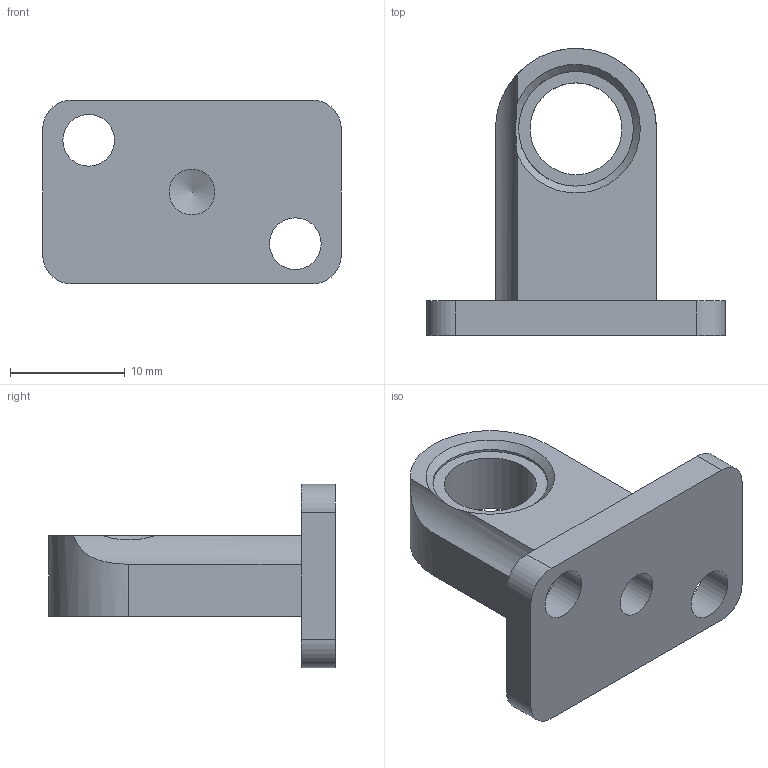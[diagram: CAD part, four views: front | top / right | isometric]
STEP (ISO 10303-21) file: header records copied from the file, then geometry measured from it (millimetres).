
FILE_DESCRIPTION(/* description */ ('STEP AP214'),/* implementation_level */ '2;1');
FILE_NAME(/* name */ '546568_SZF-11_16',/* time_stamp */ '2024-09-15T15:15:26+02:00',/* author */ ('License CC BY-ND 4.0'),/* organization */ ('CADENAS'),/* preprocessor_version */ 'ST-DEVELOPER v19.3',/* originating_system */ 'PARTsolutions',/* authorisation */ ' ');
FILE_SCHEMA (('AUTOMOTIVE_DESIGN {1 0 10303 214 3 1 1}'));
Length unit declared in the file: millimetre
Products named in the file (2): 546568 SZF-11/16"; 546568 SZF-11/16---(part)
Assembly tree (1 placements, depth 2):
  546568 SZF-11/16"
    546568 SZF-11/16---(part)
Bounding box: 26 x 25 x 16 mm (x, y, z)
Volume: 2565.4 mm3; surface area: 2008.7 mm2
Topology: 1 solids, 1 shells, 28 faces, 73 edges, 48 vertices
Faces by surface type: cylinder 13, plane 12, cone 3
Full cylindrical faces by diameter (mm): 4 x1, 4.5 x2, 8 x1, 10 x2
Entity records: 1053 total; most frequent: CARTESIAN_POINT 155, DIRECTION 142, ORIENTED_EDGE 120, EDGE_CURVE 60, AXIS2_PLACEMENT_3D 56, VERTEX_POINT 45, FACE_BOUND 45, EDGE_LOOP 44
